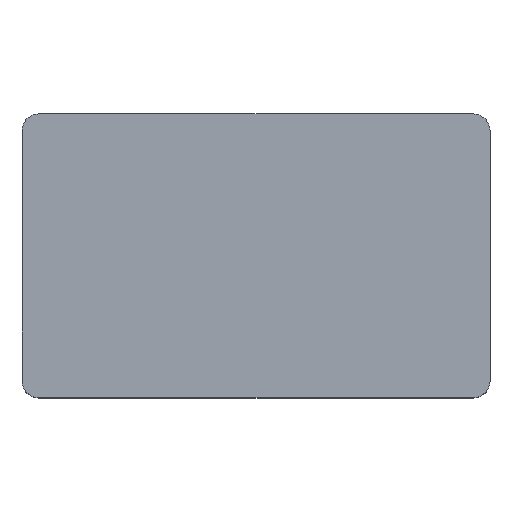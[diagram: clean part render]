
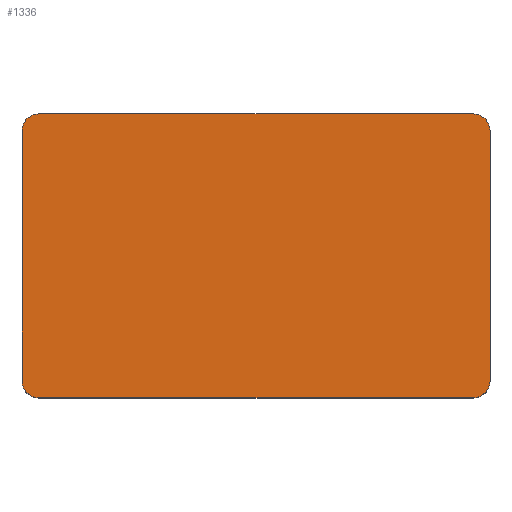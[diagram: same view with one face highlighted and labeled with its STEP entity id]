
A CAD part, top view. The second image highlights one B-rep face of the part: STEP entity #1336.
In plain terms, the highlighted planar face has unit normal (0, 0, 1).
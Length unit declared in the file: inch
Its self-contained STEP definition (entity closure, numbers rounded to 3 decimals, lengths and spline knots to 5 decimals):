
#1210=CARTESIAN_POINT('',(1.1125,-0.595,0.25));
#1211=VERTEX_POINT('',#1210);
#1212=CARTESIAN_POINT('',(1.0325,-0.675,0.25));
#1213=VERTEX_POINT('',#1212);
#1214=CARTESIAN_POINT('',(1.0325,-0.595,0.25));
#1215=DIRECTION('',(0.0,0.0,-1.));
#1216=DIRECTION('',(0.707,-0.707,0.0));
#1217=AXIS2_PLACEMENT_3D('',#1214,#1215,#1216);
#1218=CIRCLE('',#1217,0.08);
#1219=EDGE_CURVE('',#1211,#1213,#1218,.T.);
#1253=CARTESIAN_POINT('',(-1.0325,-0.675,0.25));
#1254=VERTEX_POINT('',#1253);
#1255=CARTESIAN_POINT('',(1.0325,-0.675,0.25));
#1256=DIRECTION('',(-1.0,0.0,0.0));
#1257=VECTOR('',#1256,2.065);
#1258=LINE('',#1255,#1257);
#1259=EDGE_CURVE('',#1213,#1254,#1258,.T.);
#1278=CARTESIAN_POINT('',(0.,0.,0.25));
#1279=DIRECTION('',(0.0,0.0,1.0));
#1280=DIRECTION('',(1.0,0.0,0.0));
#1281=AXIS2_PLACEMENT_3D('',#1278,#1279,#1280);
#1282=PLANE('',#1281);
#1283=ORIENTED_EDGE('',*,*,#1219,.F.);
#1284=CARTESIAN_POINT('',(1.1125,0.595,0.25));
#1285=VERTEX_POINT('',#1284);
#1286=CARTESIAN_POINT('',(1.1125,0.595,0.25));
#1287=DIRECTION('',(0.0,-1.0,0.0));
#1288=VECTOR('',#1287,1.19);
#1289=LINE('',#1286,#1288);
#1290=EDGE_CURVE('',#1285,#1211,#1289,.T.);
#1291=ORIENTED_EDGE('',*,*,#1290,.F.);
#1292=CARTESIAN_POINT('',(1.0325,0.675,0.25));
#1293=VERTEX_POINT('',#1292);
#1294=CARTESIAN_POINT('',(1.0325,0.595,0.25));
#1295=DIRECTION('',(0.0,0.0,-1.0));
#1296=DIRECTION('',(0.707,0.707,0.0));
#1297=AXIS2_PLACEMENT_3D('',#1294,#1295,#1296);
#1298=CIRCLE('',#1297,0.08);
#1299=EDGE_CURVE('',#1293,#1285,#1298,.T.);
#1300=ORIENTED_EDGE('',*,*,#1299,.F.);
#1301=CARTESIAN_POINT('',(-1.0325,0.675,0.25));
#1302=VERTEX_POINT('',#1301);
#1303=CARTESIAN_POINT('',(-1.0325,0.675,0.25));
#1304=DIRECTION('',(1.0,0.0,0.0));
#1305=VECTOR('',#1304,2.065);
#1306=LINE('',#1303,#1305);
#1307=EDGE_CURVE('',#1302,#1293,#1306,.T.);
#1308=ORIENTED_EDGE('',*,*,#1307,.F.);
#1309=CARTESIAN_POINT('',(-1.1125,0.595,0.25));
#1310=VERTEX_POINT('',#1309);
#1311=CARTESIAN_POINT('',(-1.0325,0.595,0.25));
#1312=DIRECTION('',(0.0,0.0,-1.));
#1313=DIRECTION('',(-0.707,0.707,0.0));
#1314=AXIS2_PLACEMENT_3D('',#1311,#1312,#1313);
#1315=CIRCLE('',#1314,0.08);
#1316=EDGE_CURVE('',#1310,#1302,#1315,.T.);
#1317=ORIENTED_EDGE('',*,*,#1316,.F.);
#1318=CARTESIAN_POINT('',(-1.1125,-0.595,0.25));
#1319=VERTEX_POINT('',#1318);
#1320=CARTESIAN_POINT('',(-1.1125,-0.595,0.25));
#1321=DIRECTION('',(0.0,1.0,0.0));
#1322=VECTOR('',#1321,1.19);
#1323=LINE('',#1320,#1322);
#1324=EDGE_CURVE('',#1319,#1310,#1323,.T.);
#1325=ORIENTED_EDGE('',*,*,#1324,.F.);
#1326=CARTESIAN_POINT('',(-1.0325,-0.595,0.25));
#1327=DIRECTION('',(0.0,0.0,-1.0));
#1328=DIRECTION('',(-0.707,-0.707,0.0));
#1329=AXIS2_PLACEMENT_3D('',#1326,#1327,#1328);
#1330=CIRCLE('',#1329,0.08);
#1331=EDGE_CURVE('',#1254,#1319,#1330,.T.);
#1332=ORIENTED_EDGE('',*,*,#1331,.F.);
#1333=ORIENTED_EDGE('',*,*,#1259,.F.);
#1334=EDGE_LOOP('',(#1283,#1291,#1300,#1308,#1317,#1325,#1332,#1333));
#1335=FACE_OUTER_BOUND('',#1334,.T.);
#1336=ADVANCED_FACE('',(#1335),#1282,.T.);
